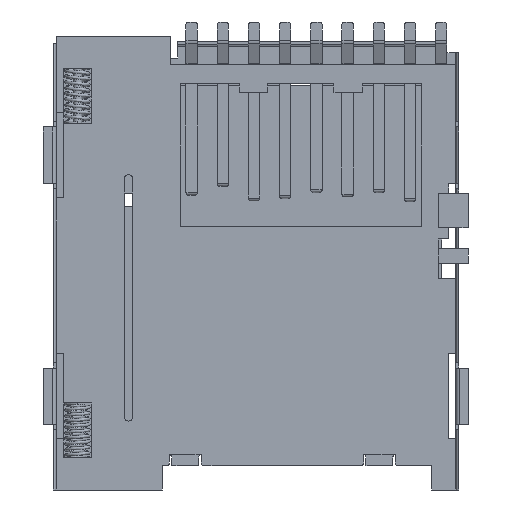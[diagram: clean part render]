
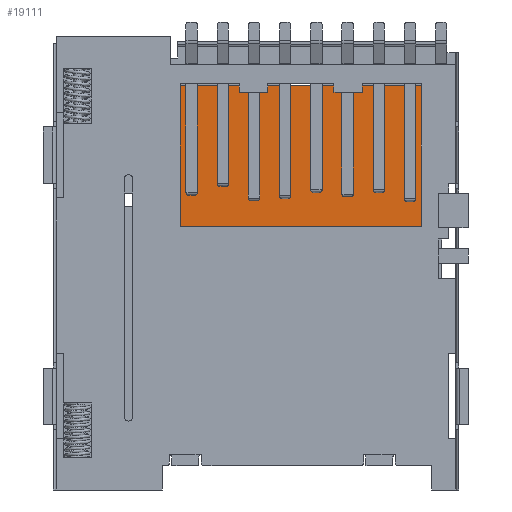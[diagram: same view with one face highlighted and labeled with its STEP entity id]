
A CAD part, front view. The second image highlights one B-rep face of the part: STEP entity #19111.
In plain terms, the highlighted planar face has unit normal (0, -1, 0).
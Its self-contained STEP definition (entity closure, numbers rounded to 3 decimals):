
#21 = ORIENTED_EDGE ( 'NONE', *, *, #17108, .F. ) ;
#412 = VECTOR ( 'NONE', #772, 1000. ) ;
#737 = ORIENTED_EDGE ( 'NONE', *, *, #16944, .T. ) ;
#772 = DIRECTION ( 'NONE',  ( 0., 0., -1. ) ) ;
#1104 = LINE ( 'NONE', #20418, #412 ) ;
#1183 = CARTESIAN_POINT ( 'NONE',  ( 6.197, 0.45, 0.85 ) ) ;
#3320 = CARTESIAN_POINT ( 'NONE',  ( 6.197, 0.45, 6.25 ) ) ;
#3536 = FACE_OUTER_BOUND ( 'NONE', #27490, .T. ) ;
#4748 = AXIS2_PLACEMENT_3D ( 'NONE', #12100, #27455, #14329 ) ;
#4929 = CARTESIAN_POINT ( 'NONE',  ( -3.016, 0.45, 0.85 ) ) ;
#5746 = VERTEX_POINT ( 'NONE', #18614 ) ;
#5890 = LINE ( 'NONE', #10217, #22733 ) ;
#6408 = VERTEX_POINT ( 'NONE', #11770 ) ;
#6496 = ORIENTED_EDGE ( 'NONE', *, *, #22117, .F. ) ;
#6612 = CARTESIAN_POINT ( 'NONE',  ( 6.197, 0.45, 6.25 ) ) ;
#7040 = ORIENTED_EDGE ( 'NONE', *, *, #11408, .F. ) ;
#9365 = DIRECTION ( 'NONE',  ( 1., 0., 0. ) ) ;
#9576 = LINE ( 'NONE', #25502, #20545 ) ;
#10217 = CARTESIAN_POINT ( 'NONE',  ( 6.197, 0.45, 6.25 ) ) ;
#11408 = EDGE_CURVE ( 'NONE', #5746, #25161, #9576, .T. ) ;
#11770 = CARTESIAN_POINT ( 'NONE',  ( -3.016, 0.45, 0.85 ) ) ;
#12100 = CARTESIAN_POINT ( 'NONE',  ( -3.016, 0.45, 6.25 ) ) ;
#14069 = EDGE_CURVE ( 'NONE', #5746, #6408, #1104, .T. ) ;
#14329 = DIRECTION ( 'NONE',  ( -1., 0., 0. ) ) ;
#15258 = ORIENTED_EDGE ( 'NONE', *, *, #14069, .T. ) ;
#16340 = VECTOR ( 'NONE', #18621, 1000. ) ;
#16944 = EDGE_CURVE ( 'NONE', #6408, #22832, #21155, .T. ) ;
#17108 = EDGE_CURVE ( 'NONE', #25161, #26429, #25285, .T. ) ;
#18614 = CARTESIAN_POINT ( 'NONE',  ( -3.016, 0.45, 6.25 ) ) ;
#18621 = DIRECTION ( 'NONE',  ( 0., 0., -1. ) ) ;
#19111 = ADVANCED_FACE ( 'NONE', ( #3536 ), #24987, .F. ) ;
#20418 = CARTESIAN_POINT ( 'NONE',  ( -3.016, 0.45, 6.25 ) ) ;
#20545 = VECTOR ( 'NONE', #27679, 1000. ) ;
#21155 = LINE ( 'NONE', #4929, #26345 ) ;
#22117 = EDGE_CURVE ( 'NONE', #26429, #22832, #5890, .T. ) ;
#22733 = VECTOR ( 'NONE', #23371, 1000. ) ;
#22832 = VERTEX_POINT ( 'NONE', #1183 ) ;
#23371 = DIRECTION ( 'NONE',  ( 0., 0., -1. ) ) ;
#24987 = PLANE ( 'NONE',  #4748 ) ;
#25161 = VERTEX_POINT ( 'NONE', #6612 ) ;
#25285 = LINE ( 'NONE', #3320, #16340 ) ;
#25502 = CARTESIAN_POINT ( 'NONE',  ( -3.016, 0.45, 6.25 ) ) ;
#26345 = VECTOR ( 'NONE', #9365, 1000. ) ;
#26429 = VERTEX_POINT ( 'NONE', #27732 ) ;
#27455 = DIRECTION ( 'NONE',  ( 0., 1., 0. ) ) ;
#27490 = EDGE_LOOP ( 'NONE', ( #737, #6496, #21, #7040, #15258 ) ) ;
#27679 = DIRECTION ( 'NONE',  ( 1., 0., 0. ) ) ;
#27732 = CARTESIAN_POINT ( 'NONE',  ( 6.197, 0.45, 3.485 ) ) ;
